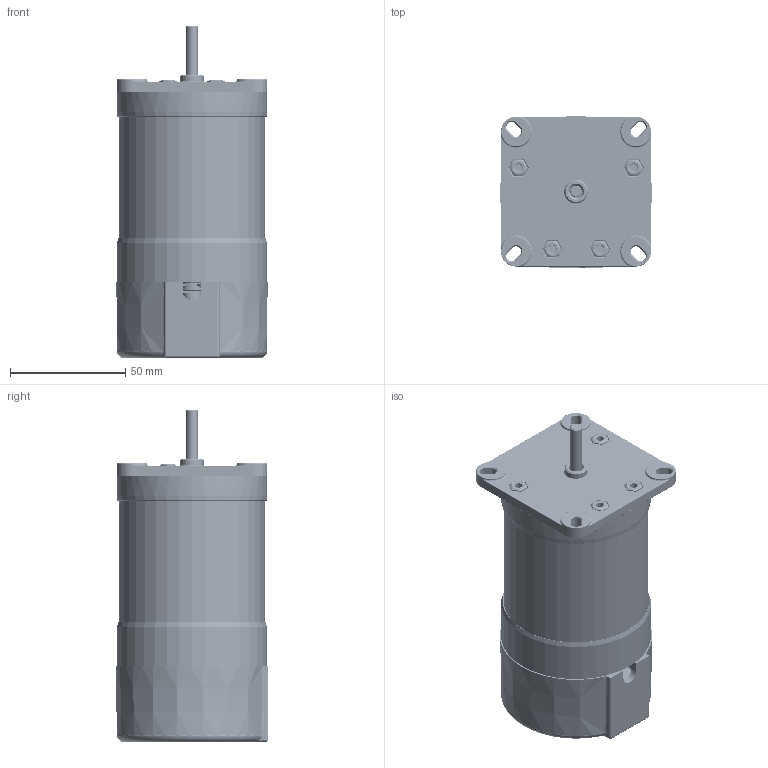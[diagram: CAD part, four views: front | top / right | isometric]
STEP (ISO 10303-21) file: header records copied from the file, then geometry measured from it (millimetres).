
FILE_DESCRIPTION((''),'2;1');
FILE_NAME('ZG_64_000002_ASM64_KK_Rev0.stp','2015-02-17T09:42:21',('Zeichen-PC'),(''),'Autodesk Inventor 2010','Autodesk Inventor 2010','');
FILE_SCHEMA(('AUTOMOTIVE_DESIGN { 1 0 10303 214 1 1 1 1 }'));
Length unit declared in the file: millimetre
Products named in the file (10): ZG_64_000002_ASM64_KK_Rev0; ZG_5001012_Lagerschale_A3_Zink_Rev0; MotorflanschB2; 5010-Welle5mm; DIN EN 24035 M4; LochNippel; Stator60_komplett; Statorpaket_ZG-500210-Rev1_2-60; Statorblech_ZG-500210_65; Klemmkasten mit Kabeleintritsloch
Assembly tree (104 placements, depth 4):
  ZG_64_000002_ASM64_KK_Rev0
    ZG_5001012_Lagerschale_A3_Zink_Rev0
    MotorflanschB2
    5010-Welle5mm
    DIN EN 24035 M4  x4
    LochNippel  x2
    Stator60_komplett
      Statorpaket_ZG-500210-Rev1_2-60
        Statorblech_ZG-500210_65  x92
    Klemmkasten mit Kabeleintritsloch
Bounding box: 66.13 x 66.15 x 143.9 mm (x, y, z)
Volume: 146235.3 mm3; surface area: 308773.6 mm2
Topology: 102 solids, 102 shells, 13309 faces, 34579 edges, 22938 vertices
Faces by surface type: cylinder 8337, plane 4761, bspline 113, torus 54, cone 42, sphere 2
Full cylindrical faces by diameter (mm): 1.6 x1472, 2.5 x2, 4.1 x736, 4.3 x1, 5 x2, 6 x2, 8 x1, 8.5 x3, 9.25 x1, 10 x2, 12 x2, 12.009 x2, 13 x4, 15.5 x1, 16 x2, 59 x1, 61 x2, 63 x94, 65 x2
Entity records: 20721 total; most frequent: CARTESIAN_POINT 6310, DIRECTION 3060, ORIENTED_EDGE 2552, AXIS2_PLACEMENT_3D 1288, EDGE_CURVE 1276, VERTEX_POINT 842, EDGE_LOOP 838, CIRCLE 658
